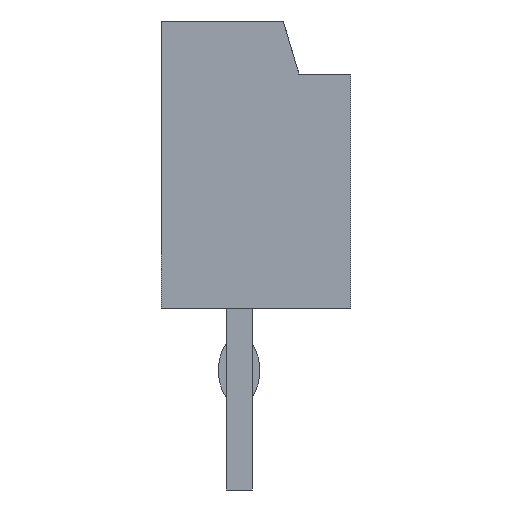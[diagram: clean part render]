
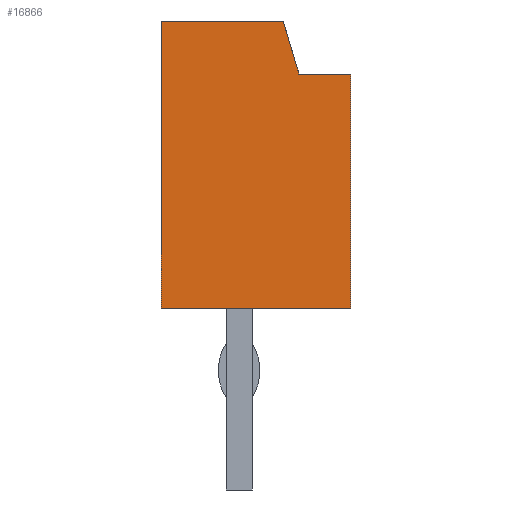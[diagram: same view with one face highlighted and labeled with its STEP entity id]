
A CAD part, left-side view. The second image highlights one B-rep face of the part: STEP entity #16866.
In plain terms, the highlighted planar face has unit normal (-1, 0, 0).
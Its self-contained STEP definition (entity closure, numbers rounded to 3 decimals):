
#32 = PLANE('',#33);
#33 = AXIS2_PLACEMENT_3D('',#34,#35,#36);
#34 = CARTESIAN_POINT('',(9.,1.5,2.75));
#35 = DIRECTION('',(0.,-1.,0.));
#36 = DIRECTION('',(1.,0.,0.));
#1121 = VERTEX_POINT('',#1122);
#1122 = CARTESIAN_POINT('',(-2.,1.5,5.5));
#1136 = PLANE('',#1137);
#1137 = AXIS2_PLACEMENT_3D('',#1138,#1139,#1140);
#1138 = CARTESIAN_POINT('',(20.,1.5,5.5));
#1139 = DIRECTION('',(0.,0.,1.));
#1140 = DIRECTION('',(-1.,0.,0.));
#1148 = EDGE_CURVE('',#1121,#1149,#1151,.T.);
#1149 = VERTEX_POINT('',#1150);
#1150 = CARTESIAN_POINT('',(-2.,1.5,0.));
#1151 = SURFACE_CURVE('',#1152,(#1156,#1163),.PCURVE_S1.);
#1152 = LINE('',#1153,#1154);
#1153 = CARTESIAN_POINT('',(-2.,1.5,5.5));
#1154 = VECTOR('',#1155,1.);
#1155 = DIRECTION('',(0.,0.,-1.));
#1156 = PCURVE('',#32,#1157);
#1157 = DEFINITIONAL_REPRESENTATION('',(#1158),#1162);
#1158 = LINE('',#1159,#1160);
#1159 = CARTESIAN_POINT('',(-11.,2.75));
#1160 = VECTOR('',#1161,1.);
#1161 = DIRECTION('',(0.,-1.));
#1162 = ( GEOMETRIC_REPRESENTATION_CONTEXT(2) 
PARAMETRIC_REPRESENTATION_CONTEXT() REPRESENTATION_CONTEXT('2D SPACE',''
  ) );
#1163 = PCURVE('',#1164,#1169);
#1164 = PLANE('',#1165);
#1165 = AXIS2_PLACEMENT_3D('',#1166,#1167,#1168);
#1166 = CARTESIAN_POINT('',(-2.,1.5,5.5));
#1167 = DIRECTION('',(-1.,0.,0.));
#1168 = DIRECTION('',(0.,0.,-1.));
#1169 = DEFINITIONAL_REPRESENTATION('',(#1170),#1174);
#1170 = LINE('',#1171,#1172);
#1171 = CARTESIAN_POINT('',(0.,0.));
#1172 = VECTOR('',#1173,1.);
#1173 = DIRECTION('',(1.,0.));
#1174 = ( GEOMETRIC_REPRESENTATION_CONTEXT(2) 
PARAMETRIC_REPRESENTATION_CONTEXT() REPRESENTATION_CONTEXT('2D SPACE',''
  ) );
#1192 = PLANE('',#1193);
#1193 = AXIS2_PLACEMENT_3D('',#1194,#1195,#1196);
#1194 = CARTESIAN_POINT('',(-2.,1.5,0.));
#1195 = DIRECTION('',(0.,0.,-1.));
#1196 = DIRECTION('',(1.,0.,0.));
#1563 = PLANE('',#1564);
#1564 = AXIS2_PLACEMENT_3D('',#1565,#1566,#1567);
#1565 = CARTESIAN_POINT('',(9.,-2.15,2.75));
#1566 = DIRECTION('',(0.,-1.,0.));
#1567 = DIRECTION('',(1.,0.,0.));
#3783 = PLANE('',#3784);
#3784 = AXIS2_PLACEMENT_3D('',#3785,#3786,#3787);
#3785 = CARTESIAN_POINT('',(20.,-2.15,4.5));
#3786 = DIRECTION('',(0.,0.,-1.));
#3787 = DIRECTION('',(0.,1.,0.));
#3811 = PLANE('',#3812);
#3812 = AXIS2_PLACEMENT_3D('',#3813,#3814,#3815);
#3813 = CARTESIAN_POINT('',(20.,-1.15,4.5));
#3814 = DIRECTION('',(0.,0.958,-0.287));
#3815 = DIRECTION('',(0.,0.287,0.958));
#3982 = VERTEX_POINT('',#3983);
#3983 = CARTESIAN_POINT('',(-2.,-0.85,5.5));
#4004 = EDGE_CURVE('',#1121,#3982,#4005,.T.);
#4005 = SURFACE_CURVE('',#4006,(#4010,#4017),.PCURVE_S1.);
#4006 = LINE('',#4007,#4008);
#4007 = CARTESIAN_POINT('',(-2.,1.5,5.5));
#4008 = VECTOR('',#4009,1.);
#4009 = DIRECTION('',(0.,-1.,0.));
#4010 = PCURVE('',#1136,#4011);
#4011 = DEFINITIONAL_REPRESENTATION('',(#4012),#4016);
#4012 = LINE('',#4013,#4014);
#4013 = CARTESIAN_POINT('',(22.,0.));
#4014 = VECTOR('',#4015,1.);
#4015 = DIRECTION('',(0.,1.));
#4016 = ( GEOMETRIC_REPRESENTATION_CONTEXT(2) 
PARAMETRIC_REPRESENTATION_CONTEXT() REPRESENTATION_CONTEXT('2D SPACE',''
  ) );
#4017 = PCURVE('',#1164,#4018);
#4018 = DEFINITIONAL_REPRESENTATION('',(#4019),#4023);
#4019 = LINE('',#4020,#4021);
#4020 = CARTESIAN_POINT('',(0.,0.));
#4021 = VECTOR('',#4022,1.);
#4022 = DIRECTION('',(0.,1.));
#4023 = ( GEOMETRIC_REPRESENTATION_CONTEXT(2) 
PARAMETRIC_REPRESENTATION_CONTEXT() REPRESENTATION_CONTEXT('2D SPACE',''
  ) );
#4537 = VERTEX_POINT('',#4538);
#4538 = CARTESIAN_POINT('',(-2.,-1.15,4.5));
#4559 = EDGE_CURVE('',#4537,#3982,#4560,.T.);
#4560 = SURFACE_CURVE('',#4561,(#4565,#4572),.PCURVE_S1.);
#4561 = LINE('',#4562,#4563);
#4562 = CARTESIAN_POINT('',(-2.,-1.15,4.5));
#4563 = VECTOR('',#4564,1.);
#4564 = DIRECTION('',(0.,0.287,0.958));
#4565 = PCURVE('',#3811,#4566);
#4566 = DEFINITIONAL_REPRESENTATION('',(#4567),#4571);
#4567 = LINE('',#4568,#4569);
#4568 = CARTESIAN_POINT('',(0.,-22.));
#4569 = VECTOR('',#4570,1.);
#4570 = DIRECTION('',(1.,0.));
#4571 = ( GEOMETRIC_REPRESENTATION_CONTEXT(2) 
PARAMETRIC_REPRESENTATION_CONTEXT() REPRESENTATION_CONTEXT('2D SPACE',''
  ) );
#4572 = PCURVE('',#1164,#4573);
#4573 = DEFINITIONAL_REPRESENTATION('',(#4574),#4578);
#4574 = LINE('',#4575,#4576);
#4575 = CARTESIAN_POINT('',(1.,2.65));
#4576 = VECTOR('',#4577,1.);
#4577 = DIRECTION('',(-0.958,-0.287));
#4578 = ( GEOMETRIC_REPRESENTATION_CONTEXT(2) 
PARAMETRIC_REPRESENTATION_CONTEXT() REPRESENTATION_CONTEXT('2D SPACE',''
  ) );
#4684 = VERTEX_POINT('',#4685);
#4685 = CARTESIAN_POINT('',(-2.,-2.15,4.5));
#4706 = EDGE_CURVE('',#4684,#4537,#4707,.T.);
#4707 = SURFACE_CURVE('',#4708,(#4712,#4719),.PCURVE_S1.);
#4708 = LINE('',#4709,#4710);
#4709 = CARTESIAN_POINT('',(-2.,-2.15,4.5));
#4710 = VECTOR('',#4711,1.);
#4711 = DIRECTION('',(0.,1.,0.));
#4712 = PCURVE('',#3783,#4713);
#4713 = DEFINITIONAL_REPRESENTATION('',(#4714),#4718);
#4714 = LINE('',#4715,#4716);
#4715 = CARTESIAN_POINT('',(0.,-22.));
#4716 = VECTOR('',#4717,1.);
#4717 = DIRECTION('',(1.,0.));
#4718 = ( GEOMETRIC_REPRESENTATION_CONTEXT(2) 
PARAMETRIC_REPRESENTATION_CONTEXT() REPRESENTATION_CONTEXT('2D SPACE',''
  ) );
#4719 = PCURVE('',#1164,#4720);
#4720 = DEFINITIONAL_REPRESENTATION('',(#4721),#4725);
#4721 = LINE('',#4722,#4723);
#4722 = CARTESIAN_POINT('',(1.,3.65));
#4723 = VECTOR('',#4724,1.);
#4724 = DIRECTION('',(0.,-1.));
#4725 = ( GEOMETRIC_REPRESENTATION_CONTEXT(2) 
PARAMETRIC_REPRESENTATION_CONTEXT() REPRESENTATION_CONTEXT('2D SPACE',''
  ) );
#4880 = VERTEX_POINT('',#4881);
#4881 = CARTESIAN_POINT('',(-2.,-2.15,0.));
#4902 = EDGE_CURVE('',#4684,#4880,#4903,.T.);
#4903 = SURFACE_CURVE('',#4904,(#4908,#4915),.PCURVE_S1.);
#4904 = LINE('',#4905,#4906);
#4905 = CARTESIAN_POINT('',(-2.,-2.15,4.5));
#4906 = VECTOR('',#4907,1.);
#4907 = DIRECTION('',(0.,0.,-1.));
#4908 = PCURVE('',#1563,#4909);
#4909 = DEFINITIONAL_REPRESENTATION('',(#4910),#4914);
#4910 = LINE('',#4911,#4912);
#4911 = CARTESIAN_POINT('',(-11.,1.75));
#4912 = VECTOR('',#4913,1.);
#4913 = DIRECTION('',(0.,-1.));
#4914 = ( GEOMETRIC_REPRESENTATION_CONTEXT(2) 
PARAMETRIC_REPRESENTATION_CONTEXT() REPRESENTATION_CONTEXT('2D SPACE',''
  ) );
#4915 = PCURVE('',#1164,#4916);
#4916 = DEFINITIONAL_REPRESENTATION('',(#4917),#4921);
#4917 = LINE('',#4918,#4919);
#4918 = CARTESIAN_POINT('',(1.,3.65));
#4919 = VECTOR('',#4920,1.);
#4920 = DIRECTION('',(1.,0.));
#4921 = ( GEOMETRIC_REPRESENTATION_CONTEXT(2) 
PARAMETRIC_REPRESENTATION_CONTEXT() REPRESENTATION_CONTEXT('2D SPACE',''
  ) );
#6754 = EDGE_CURVE('',#1149,#4880,#6755,.T.);
#6755 = SURFACE_CURVE('',#6756,(#6760,#6767),.PCURVE_S1.);
#6756 = LINE('',#6757,#6758);
#6757 = CARTESIAN_POINT('',(-2.,1.5,0.));
#6758 = VECTOR('',#6759,1.);
#6759 = DIRECTION('',(0.,-1.,0.));
#6760 = PCURVE('',#1192,#6761);
#6761 = DEFINITIONAL_REPRESENTATION('',(#6762),#6766);
#6762 = LINE('',#6763,#6764);
#6763 = CARTESIAN_POINT('',(0.,0.));
#6764 = VECTOR('',#6765,1.);
#6765 = DIRECTION('',(0.,1.));
#6766 = ( GEOMETRIC_REPRESENTATION_CONTEXT(2) 
PARAMETRIC_REPRESENTATION_CONTEXT() REPRESENTATION_CONTEXT('2D SPACE',''
  ) );
#6767 = PCURVE('',#1164,#6768);
#6768 = DEFINITIONAL_REPRESENTATION('',(#6769),#6773);
#6769 = LINE('',#6770,#6771);
#6770 = CARTESIAN_POINT('',(5.5,0.));
#6771 = VECTOR('',#6772,1.);
#6772 = DIRECTION('',(0.,1.));
#6773 = ( GEOMETRIC_REPRESENTATION_CONTEXT(2) 
PARAMETRIC_REPRESENTATION_CONTEXT() REPRESENTATION_CONTEXT('2D SPACE',''
  ) );
#16866 = ADVANCED_FACE('',(#16867),#1164,.T.);
#16867 = FACE_BOUND('',#16868,.F.);
#16868 = EDGE_LOOP('',(#16869,#16870,#16871,#16872,#16873,#16874));
#16869 = ORIENTED_EDGE('',*,*,#4706,.F.);
#16870 = ORIENTED_EDGE('',*,*,#4902,.T.);
#16871 = ORIENTED_EDGE('',*,*,#6754,.F.);
#16872 = ORIENTED_EDGE('',*,*,#1148,.F.);
#16873 = ORIENTED_EDGE('',*,*,#4004,.T.);
#16874 = ORIENTED_EDGE('',*,*,#4559,.F.);
